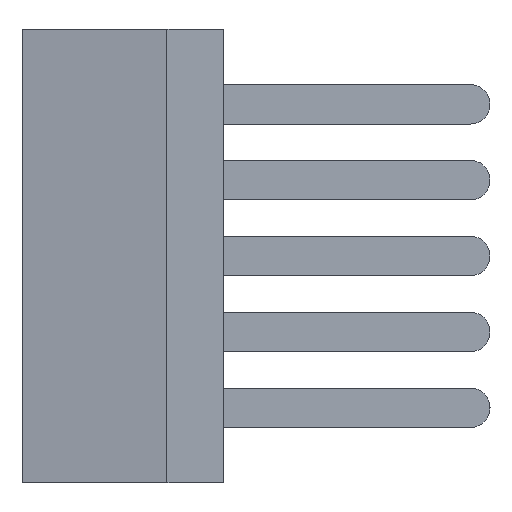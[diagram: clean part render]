
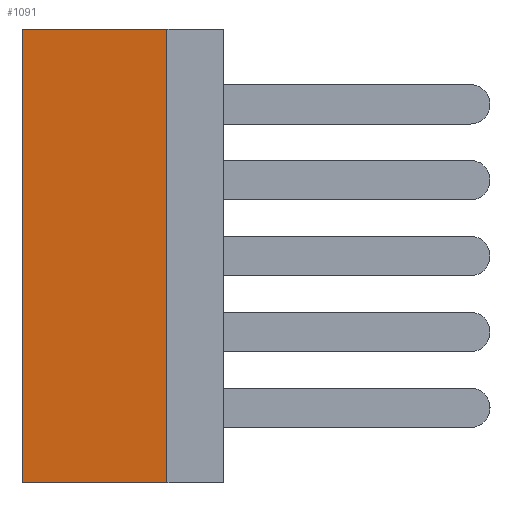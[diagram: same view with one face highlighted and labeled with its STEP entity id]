
A CAD part, left-side view. The second image highlights one B-rep face of the part: STEP entity #1091.
In plain terms, the highlighted face is planar.
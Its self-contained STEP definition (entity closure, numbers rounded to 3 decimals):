
#50 = VECTOR ( 'NONE', #474, 1000. ) ;
#53 = VECTOR ( 'NONE', #523, 1000. ) ;
#65 = VECTOR ( 'NONE', #1731, 1000. ) ;
#81 = VECTOR ( 'NONE', #433, 1000. ) ;
#139 = VECTOR ( 'NONE', #379, 1000. ) ;
#156 = VECTOR ( 'NONE', #611, 1000. ) ;
#281 = CARTESIAN_POINT ( 'NONE',  ( 3.05, 1.27, 4.369 ) ) ;
#325 = CARTESIAN_POINT ( 'NONE',  ( -5.08, 4.521, 3.97 ) ) ;
#339 = CARTESIAN_POINT ( 'NONE',  ( 5.08, 1.27, 4.369 ) ) ;
#379 = DIRECTION ( 'NONE',  ( 1., 0., 0. ) ) ;
#412 = CARTESIAN_POINT ( 'NONE',  ( 5.08, 4.521, 3.97 ) ) ;
#433 = DIRECTION ( 'NONE',  ( 0., 0.993, -0.122 ) ) ;
#434 = CARTESIAN_POINT ( 'NONE',  ( -5.08, 4.521, 3.97 ) ) ;
#469 = CARTESIAN_POINT ( 'NONE',  ( -5.08, 1.27, 4.369 ) ) ;
#474 = DIRECTION ( 'NONE',  ( -1., 0., 0. ) ) ;
#514 = CARTESIAN_POINT ( 'NONE',  ( -3.05, 1.27, 4.369 ) ) ;
#523 = DIRECTION ( 'NONE',  ( -1., 0., 0. ) ) ;
#550 = CARTESIAN_POINT ( 'NONE',  ( 5.08, 4.521, 3.97 ) ) ;
#611 = DIRECTION ( 'NONE',  ( 0., -0.993, 0.122 ) ) ;
#636 = LINE ( 'NONE', #514, #50 ) ;
#657 = LINE ( 'NONE', #550, #156 ) ;
#671 = LINE ( 'NONE', #412, #139 ) ;
#685 = LINE ( 'NONE', #469, #53 ) ;
#697 = EDGE_LOOP ( 'NONE', ( #1512, #2229, #1534, #1517, #1588, #2256 ) ) ;
#1091 = ADVANCED_FACE ( 'NONE', ( #2517 ), #1880, .T. ) ;
#1380 = VERTEX_POINT ( 'NONE', #1894 ) ;
#1387 = VERTEX_POINT ( 'NONE', #1868 ) ;
#1397 = VERTEX_POINT ( 'NONE', #1943 ) ;
#1421 = VERTEX_POINT ( 'NONE', #339 ) ;
#1434 = VERTEX_POINT ( 'NONE', #281 ) ;
#1447 = VERTEX_POINT ( 'NONE', #325 ) ;
#1502 = LINE ( 'NONE', #1790, #65 ) ;
#1512 = ORIENTED_EDGE ( 'NONE', *, *, #2069, .F. ) ;
#1517 = ORIENTED_EDGE ( 'NONE', *, *, #2105, .F. ) ;
#1534 = ORIENTED_EDGE ( 'NONE', *, *, #2123, .F. ) ;
#1588 = ORIENTED_EDGE ( 'NONE', *, *, #2146, .F. ) ;
#1731 = DIRECTION ( 'NONE',  ( -1., 0., 0. ) ) ;
#1790 = CARTESIAN_POINT ( 'NONE',  ( -5.08, 1.27, 4.369 ) ) ;
#1864 = DIRECTION ( 'NONE',  ( 0., 0.122, 0.993 ) ) ;
#1868 = CARTESIAN_POINT ( 'NONE',  ( -5.08, 1.27, 4.369 ) ) ;
#1878 = CARTESIAN_POINT ( 'NONE',  ( -5.08, 4.521, 3.97 ) ) ;
#1880 = PLANE ( 'NONE',  #2378 ) ;
#1894 = CARTESIAN_POINT ( 'NONE',  ( 5.08, 4.521, 3.97 ) ) ;
#1909 = DIRECTION ( 'NONE',  ( 0., -0.993, 0.122 ) ) ;
#1943 = CARTESIAN_POINT ( 'NONE',  ( -3.05, 1.27, 4.369 ) ) ;
#2069 = EDGE_CURVE ( 'NONE', #1387, #1447, #2474, .T. ) ;
#2105 = EDGE_CURVE ( 'NONE', #1421, #1434, #685, .T. ) ;
#2123 = EDGE_CURVE ( 'NONE', #1434, #1397, #636, .T. ) ;
#2146 = EDGE_CURVE ( 'NONE', #1380, #1421, #657, .T. ) ;
#2148 = EDGE_CURVE ( 'NONE', #1447, #1380, #671, .T. ) ;
#2177 = EDGE_CURVE ( 'NONE', #1397, #1387, #1502, .T. ) ;
#2229 = ORIENTED_EDGE ( 'NONE', *, *, #2177, .F. ) ;
#2256 = ORIENTED_EDGE ( 'NONE', *, *, #2148, .F. ) ;
#2378 = AXIS2_PLACEMENT_3D ( 'NONE', #1878, #1864, #1909 ) ;
#2474 = LINE ( 'NONE', #434, #81 ) ;
#2517 = FACE_OUTER_BOUND ( 'NONE', #697, .T. ) ;
